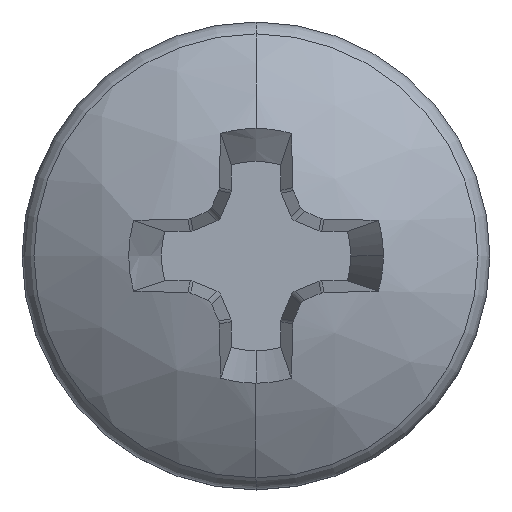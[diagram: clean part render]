
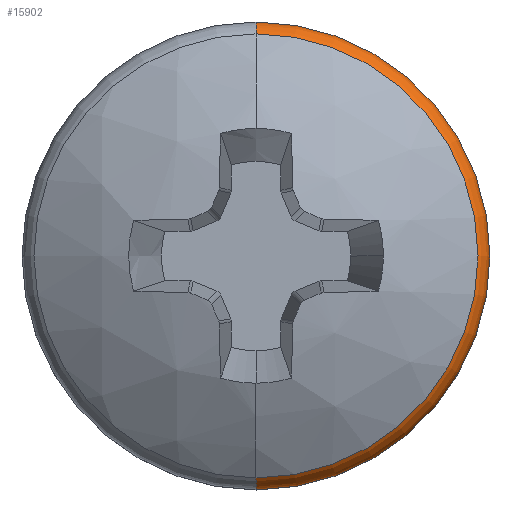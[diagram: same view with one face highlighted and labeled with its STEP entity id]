
A CAD part, top view. The second image highlights one B-rep face of the part: STEP entity #15902.
In plain terms, the highlighted toroidal (fillet/blend) face has major radius 2.416 mm and minor radius 0.366 mm.
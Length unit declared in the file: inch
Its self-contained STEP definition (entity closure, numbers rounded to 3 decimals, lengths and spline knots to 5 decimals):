
#1023 = VERTEX_POINT ( 'NONE', #17103 ) ;
#1027 = VERTEX_POINT ( 'NONE', #17111 ) ;
#1947 = EDGE_CURVE ( 'NONE', #10838, #10619, #9977, .T. ) ;
#2331 = EDGE_CURVE ( 'NONE', #1023, #1027, #10193, .T. ) ;
#2385 = EDGE_CURVE ( 'NONE', #1027, #10619, #10227, .T. ) ;
#2440 = EDGE_CURVE ( 'NONE', #11934, #1023, #10287, .T. ) ;
#2503 = EDGE_CURVE ( 'NONE', #11934, #10838, #12856, .T. ) ;
#2831 = EDGE_LOOP ( 'NONE', ( #3383, #3377, #3376, #3375, #3374 ) ) ;
#3374 = ORIENTED_EDGE ( 'NONE', *, *, #2440, .T. ) ;
#3375 = ORIENTED_EDGE ( 'NONE', *, *, #2503, .F. ) ;
#3376 = ORIENTED_EDGE ( 'NONE', *, *, #1947, .F. ) ;
#3377 = ORIENTED_EDGE ( 'NONE', *, *, #2385, .T. ) ;
#3383 = ORIENTED_EDGE ( 'NONE', *, *, #2331, .T. ) ;
#4029 = CARTESIAN_POINT ( 'NONE',  ( 0., -0.10391, 1.54452 ) ) ;
#4345 = CARTESIAN_POINT ( 'NONE',  ( 0., 0.10391, 1.54452 ) ) ;
#4719 = CARTESIAN_POINT ( 'NONE',  ( 0., -0.1095, 1.53312 ) ) ;
#8147 = CARTESIAN_POINT ( 'NONE',  ( 0., 0., 1.53312 ) ) ;
#8148 = DIRECTION ( 'NONE',  ( 0., 0., 1. ) ) ;
#8149 = DIRECTION ( 'NONE',  ( 0., -1., 0. ) ) ;
#8468 = CARTESIAN_POINT ( 'NONE',  ( 0., 0.0951, 1.53312 ) ) ;
#8469 = DIRECTION ( 'NONE',  ( 1., 0., 0. ) ) ;
#8470 = DIRECTION ( 'NONE',  ( 0., 1., 0. ) ) ;
#9977 = CIRCLE ( 'NONE', #15502, 0.10391 ) ;
#10193 = CIRCLE ( 'NONE', #15524, 0.1095 ) ;
#10227 = CIRCLE ( 'NONE', #15526, 0.0144 ) ;
#10287 = CIRCLE ( 'NONE', #15527, 0.1095 ) ;
#10619 = VERTEX_POINT ( 'NONE', #4345 ) ;
#10838 = VERTEX_POINT ( 'NONE', #4029 ) ;
#11186 = DIRECTION ( 'NONE',  ( 0., 0., 1. ) ) ;
#11191 = CARTESIAN_POINT ( 'NONE',  ( 0., 0., 1.53312 ) ) ;
#11194 = DIRECTION ( 'NONE',  ( 0., -1., 0. ) ) ;
#11934 = VERTEX_POINT ( 'NONE', #4719 ) ;
#12141 = CARTESIAN_POINT ( 'NONE',  ( 0., 0., 1.53312 ) ) ;
#12142 = DIRECTION ( 'NONE',  ( 0., 0., 1. ) ) ;
#12143 = DIRECTION ( 'NONE',  ( 0., -1., 0. ) ) ;
#12575 = CARTESIAN_POINT ( 'NONE',  ( 0., -0.0951, 1.53312 ) ) ;
#12576 = DIRECTION ( 'NONE',  ( -1., 0., 0. ) ) ;
#12577 = DIRECTION ( 'NONE',  ( 0., 0., 1. ) ) ;
#12856 = CIRCLE ( 'NONE', #15530, 0.0144 ) ;
#13047 = FACE_OUTER_BOUND ( 'NONE', #2831, .T. ) ;
#13049 = TOROIDAL_SURFACE ( 'NONE', #15601, 0.0951, 0.0144 ) ;
#15502 = AXIS2_PLACEMENT_3D ( 'NONE', #16435, #16436, #16437 ) ;
#15524 = AXIS2_PLACEMENT_3D ( 'NONE', #8147, #8148, #8149 ) ;
#15526 = AXIS2_PLACEMENT_3D ( 'NONE', #8468, #8469, #8470 ) ;
#15527 = AXIS2_PLACEMENT_3D ( 'NONE', #12141, #12142, #12143 ) ;
#15530 = AXIS2_PLACEMENT_3D ( 'NONE', #12575, #12576, #12577 ) ;
#15601 = AXIS2_PLACEMENT_3D ( 'NONE', #11191, #11186, #11194 ) ;
#15902 = ADVANCED_FACE ( 'NONE', ( #13047 ), #13049, .T. ) ;
#16435 = CARTESIAN_POINT ( 'NONE',  ( 0., 0., 1.54452 ) ) ;
#16436 = DIRECTION ( 'NONE',  ( 0., 0., 1. ) ) ;
#16437 = DIRECTION ( 'NONE',  ( 0., -1., 0. ) ) ;
#17103 = CARTESIAN_POINT ( 'NONE',  ( 0.1095, 0., 1.53312 ) ) ;
#17111 = CARTESIAN_POINT ( 'NONE',  ( 0., 0.1095, 1.53312 ) ) ;
